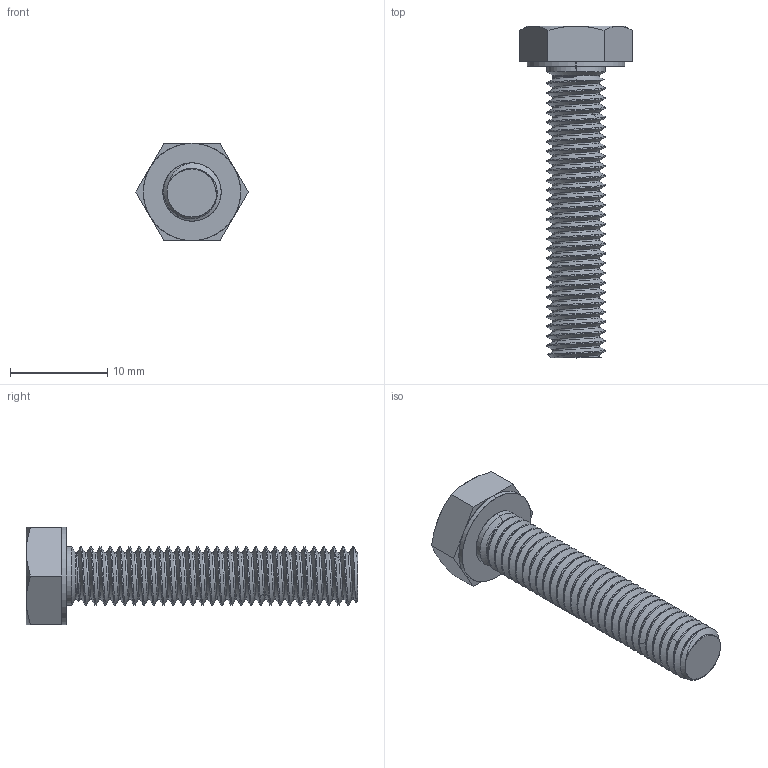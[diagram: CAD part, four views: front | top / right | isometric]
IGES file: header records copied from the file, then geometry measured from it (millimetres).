
Start section: SolidWorks IGES file using analytic representation for surfaces
Global section: file name: B00137DWH2.3D.IGS; native system: SolidWorks 2012; preprocessor: SolidWorks 2012; author: AE22; date: 130930.115107; units: millimetre
Bounding box: 11.55 x 34.15 x 10 mm (x, y, z)
Surface area: 1159.5 mm2 (no closed solid volume)
Topology: 0 solids, 0 shells, 114 faces, 801 edges, 801 vertices
Faces by surface type: revolution 73, bspline 41
